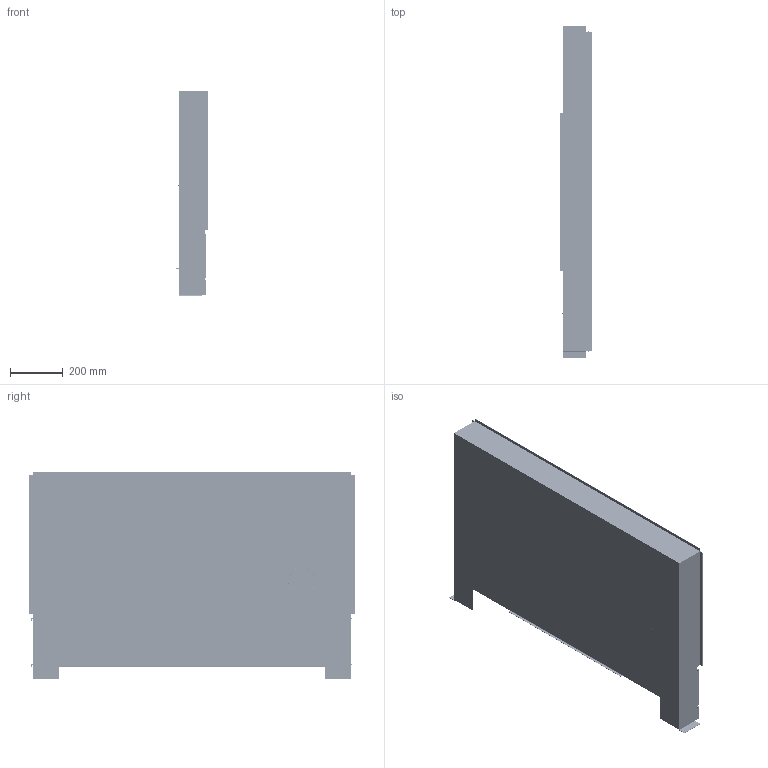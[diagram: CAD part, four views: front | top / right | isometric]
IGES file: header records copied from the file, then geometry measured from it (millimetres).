
Start section: START RECORD GO HERE.
Global section: file name: IGES_1826N1A2L_002_-_TST.igs; native system: DASSAULT SYSTEMES CATIA Version 5-6 Release 2016 - www.3ds.com; preprocessor: V5-6R2016_5.26.4.0.01-18-2017.20.00; author: Advantage; organization: CALEFFI; date: 20180308.081102; units: millimetre
Bounding box: 122 x 1255 x 788 mm (x, y, z)
Surface area: 3904027.6 mm2 (no closed solid volume)
Topology: 0 solids, 0 shells, 11553 faces, 63784 edges, 63470 vertices
Faces by surface type: revolution 6928, plane 2315, bspline 2310
